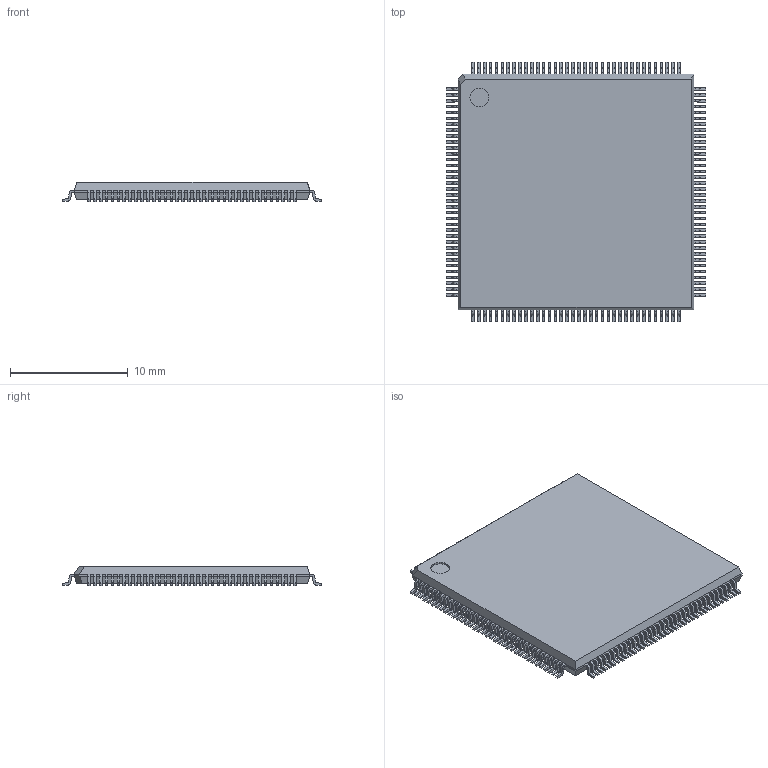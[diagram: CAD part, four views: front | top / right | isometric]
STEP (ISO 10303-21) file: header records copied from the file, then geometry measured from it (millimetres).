
FILE_DESCRIPTION(/* description */ (''),/* implementation_level */ '2;1');
FILE_NAME(/* name */ 'QFP50P2200X2200X165-145N-S515.stp',/* time_stamp */ '2016-03-21T10:42:00+01:00',/* author */ ('riccim'),/* organization */ (''),/* preprocessor_version */ 'ST-DEVELOPER v15.5',/* originating_system */ 'AutoCAD Mechanical',/* authorisation */ '');
FILE_SCHEMA (('AUTOMOTIVE_DESIGN { 1 0 10303 214 3 1 1 }'));
Products named in the file (1): Product
Bounding box: 22 x 22 x 1.65 mm (x, y, z)
Volume: 597.4 mm3; surface area: 1087.4 mm2
Topology: 145 solids, 145 shells, 2035 faces, 5231 edges, 3491 vertices
Faces by surface type: plane 1458, cylinder 577
Full cylindrical faces by diameter (mm): 1.6 x1
Entity records: 61496 total; most frequent: CARTESIAN_POINT 10757, DIRECTION 10456, ORIENTED_EDGE 10452, EDGE_CURVE 5226, LINE 4076, VECTOR 4076, VERTEX_POINT 3483, AXIS2_PLACEMENT_3D 3190
